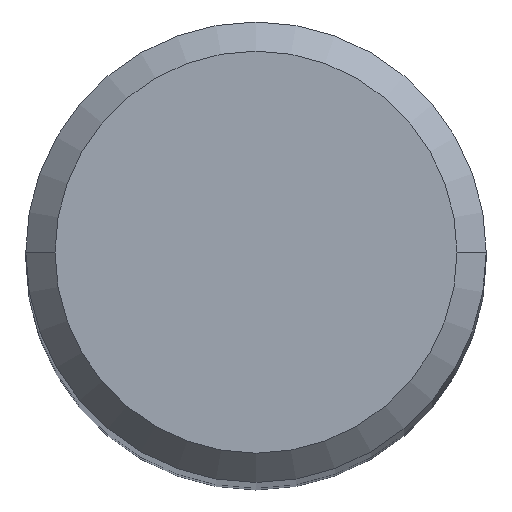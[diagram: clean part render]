
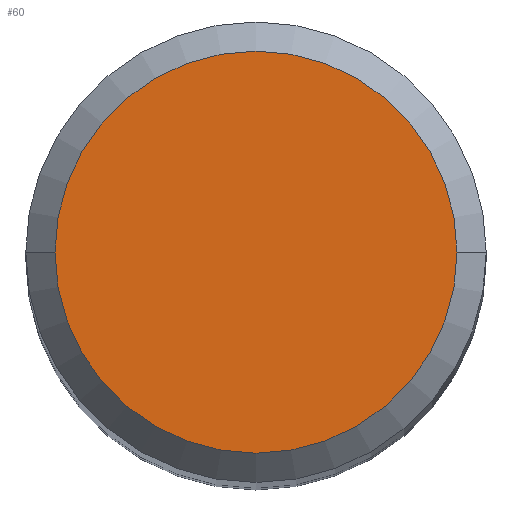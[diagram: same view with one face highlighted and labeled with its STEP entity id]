
A CAD part, top view. The second image highlights one B-rep face of the part: STEP entity #60.
In plain terms, the highlighted planar face has unit normal (0, 0, 1).
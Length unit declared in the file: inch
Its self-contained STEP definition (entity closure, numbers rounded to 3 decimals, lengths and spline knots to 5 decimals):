
#21 = CARTESIAN_POINT ( 'NONE',  ( 0., 0.1375, 0. ) ) ;
#39 = VERTEX_POINT ( 'NONE', #137 ) ;
#46 = DIRECTION ( 'NONE',  ( -1., 0., 0. ) ) ;
#60 = ADVANCED_FACE ( 'NONE', ( #110 ), #337, .F. ) ;
#73 = ORIENTED_EDGE ( 'NONE', *, *, #357, .T. ) ;
#99 = CIRCLE ( 'NONE', #307, 0.1375 ) ;
#109 = DIRECTION ( 'NONE',  ( 0., 0., -1. ) ) ;
#110 = FACE_OUTER_BOUND ( 'NONE', #157, .T. ) ;
#116 = CARTESIAN_POINT ( 'NONE',  ( 0.1375, 0., 0. ) ) ;
#120 = DIRECTION ( 'NONE',  ( 1., 0., 0. ) ) ;
#121 = CIRCLE ( 'NONE', #272, 0.1375 ) ;
#137 = CARTESIAN_POINT ( 'NONE',  ( -0.1375, 0., 0. ) ) ;
#142 = DIRECTION ( 'NONE',  ( 0., 0., 1. ) ) ;
#157 = EDGE_LOOP ( 'NONE', ( #73, #243 ) ) ;
#198 = DIRECTION ( 'NONE',  ( 0., 0., 1. ) ) ;
#217 = VERTEX_POINT ( 'NONE', #116 ) ;
#225 = DIRECTION ( 'NONE',  ( 1., 0., 0. ) ) ;
#243 = ORIENTED_EDGE ( 'NONE', *, *, #295, .T. ) ;
#254 = CARTESIAN_POINT ( 'NONE',  ( 0., 0., 0. ) ) ;
#272 = AXIS2_PLACEMENT_3D ( 'NONE', #315, #198, #225 ) ;
#295 = EDGE_CURVE ( 'NONE', #217, #39, #99, .T. ) ;
#307 = AXIS2_PLACEMENT_3D ( 'NONE', #254, #142, #120 ) ;
#315 = CARTESIAN_POINT ( 'NONE',  ( 0., 0., 0. ) ) ;
#337 = PLANE ( 'NONE',  #346 ) ;
#346 = AXIS2_PLACEMENT_3D ( 'NONE', #21, #109, #46 ) ;
#357 = EDGE_CURVE ( 'NONE', #39, #217, #121, .T. ) ;
